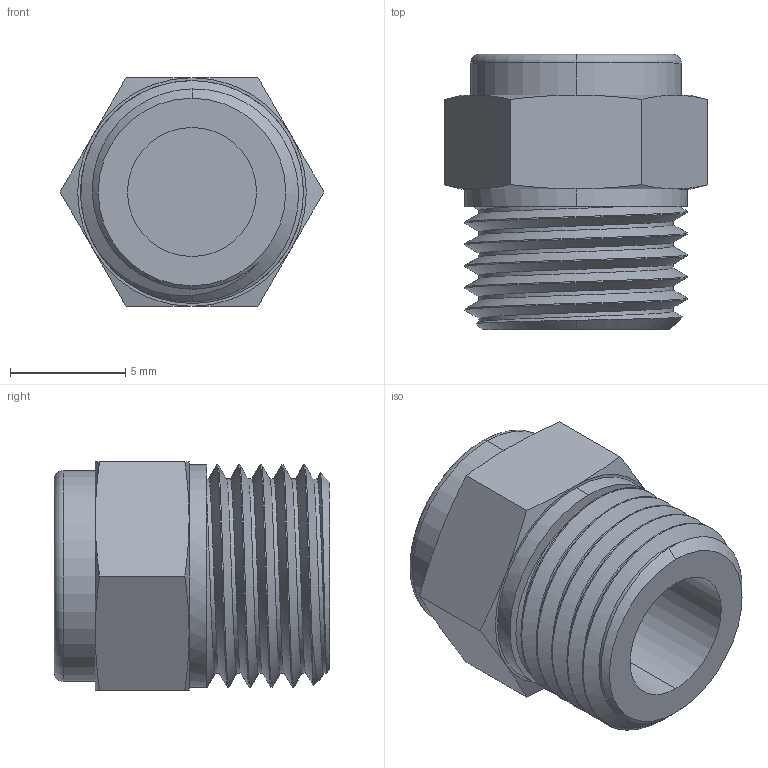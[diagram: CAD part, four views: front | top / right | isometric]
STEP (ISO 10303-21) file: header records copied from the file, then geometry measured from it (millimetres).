
FILE_DESCRIPTION (( 'STEP AP203' ), '1' );
FILE_NAME ('SBF-18R.step', '2016-02-15T20:19:03', ( '' ), ( '' ), 'SwSTEP 2.0', 'SolidWorks 2015', '' );
FILE_SCHEMA (( 'CONFIG_CONTROL_DESIGN' ));
Length unit declared in the file: inch
Products named in the file (1): SBF-18R
Bounding box: 11.44 x 11.94 x 9.91 mm (x, y, z)
Volume: 600.6 mm3; surface area: 800.8 mm2
Topology: 1 solids, 1 shells, 47 faces, 112 edges, 70 vertices
Faces by surface type: cylinder 15, cone 15, plane 12, bspline 3, torus 2
Entity records: 2594 total; most frequent: CARTESIAN_POINT 1549, ORIENTED_EDGE 224, DIRECTION 176, EDGE_CURVE 112, AXIS2_PLACEMENT_3D 76, VERTEX_POINT 70, EDGE_LOOP 50, FACE_OUTER_BOUND 47
